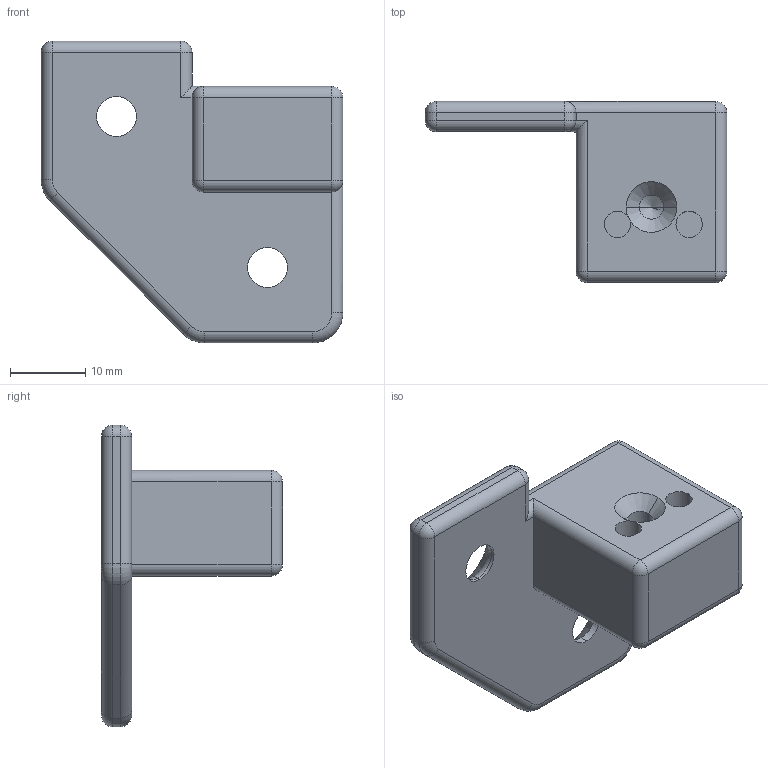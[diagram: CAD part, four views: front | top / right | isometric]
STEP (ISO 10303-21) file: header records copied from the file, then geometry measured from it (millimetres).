
FILE_DESCRIPTION (( 'STEP AP214' ), '1' );
FILE_NAME ('zLimitHolder.STEP', '2025-03-07T16:23:01', ( '' ), ( '' ), 'SwSTEP 2.0', 'SolidWorks 2024', '' );
FILE_SCHEMA (( 'AUTOMOTIVE_DESIGN' ));
Length unit declared in the file: millimetre
Products named in the file (1): zLimitHolder
Bounding box: 40 x 24 x 40 mm (x, y, z)
Volume: 9942.7 mm3; surface area: 4421.6 mm2
Topology: 1 solids, 1 shells, 76 faces, 175 edges, 92 vertices
Faces by surface type: cylinder 37, plane 14, sphere 9, torus 8, cone 8
Entity records: 2070 total; most frequent: DIRECTION 397, CARTESIAN_POINT 350, ORIENTED_EDGE 328, EDGE_CURVE 164, AXIS2_PLACEMENT_3D 161, VERTEX_POINT 92, CIRCLE 84, EDGE_LOOP 82
